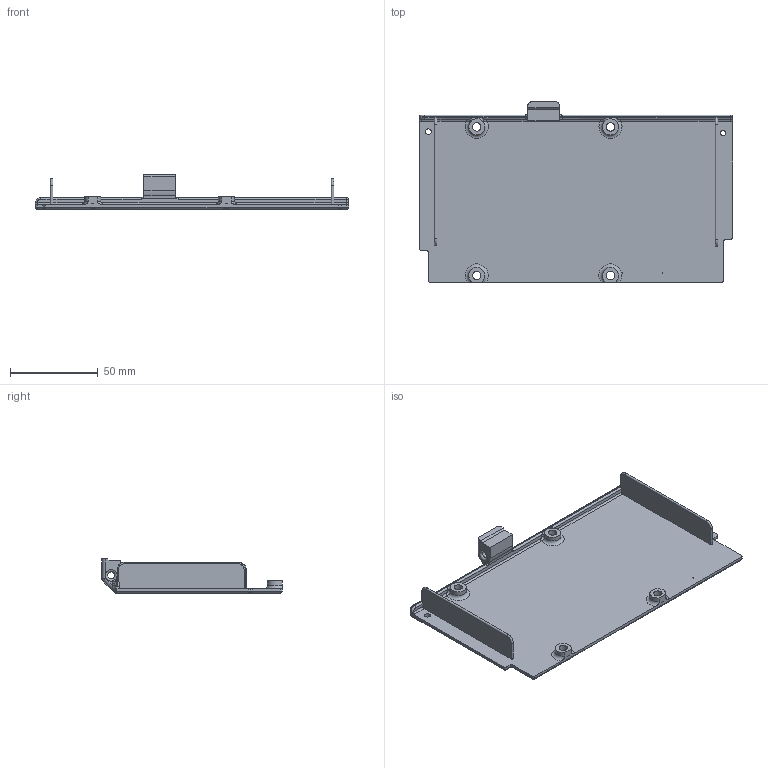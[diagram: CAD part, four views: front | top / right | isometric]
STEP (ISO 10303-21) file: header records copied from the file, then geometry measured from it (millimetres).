
FILE_DESCRIPTION(/* description */ (''),/* implementation_level */ '2;1');
FILE_NAME(/* name */ 'SUPPORT12A.step',/* time_stamp */ '2026-02-07T10:36:14Z',/* author */ (''),/* organization */ (''),/* preprocessor_version */ 'ST-DEVELOPER v20.1',/* originating_system */ 'Autodesk Translation Framework v14.21.0.0',/* authorisation */ '');
FILE_SCHEMA (('AUTOMOTIVE_DESIGN { 1 0 10303 214 3 1 1 }'));
Length unit declared in the file: millimetre
Products named in the file (1): TXV12a
Bounding box: 179 x 103 x 19.5 mm (x, y, z)
Volume: 49994.4 mm3; surface area: 42267.2 mm2
Topology: 1 solids, 1 shells, 160 faces, 404 edges, 244 vertices
Faces by surface type: cylinder 72, plane 40, torus 20, bspline 18, sphere 10
Full cylindrical faces by diameter (mm): 2.9 x1, 3.238 x1, 4 x1, 4.8 x4, 7.2 x4
Entity records: 5789 total; most frequent: CARTESIAN_POINT 1887, DIRECTION 825, ORIENTED_EDGE 804, EDGE_CURVE 402, AXIS2_PLACEMENT_3D 330, VERTEX_POINT 244, EDGE_LOOP 178, CIRCLE 177
